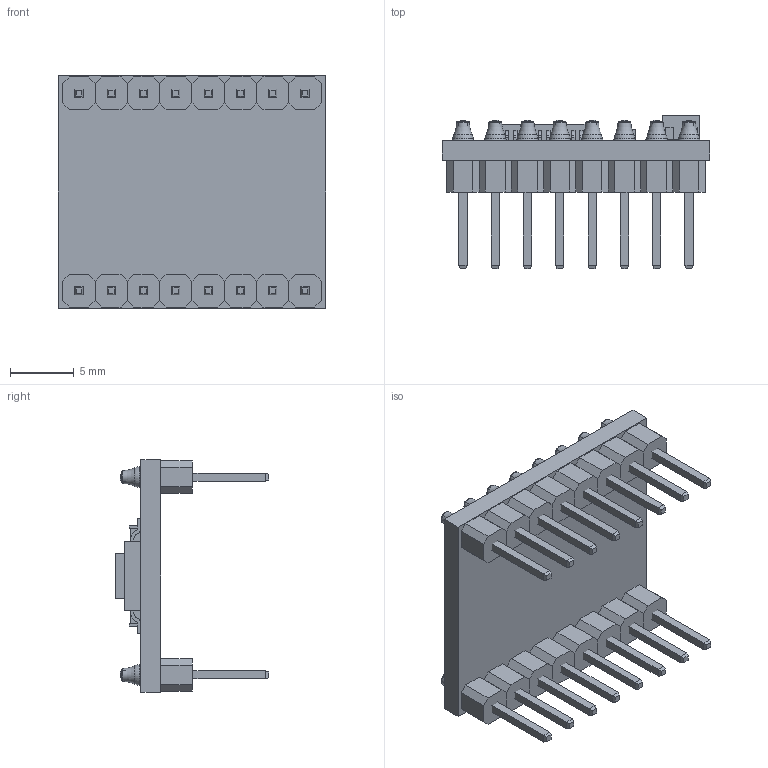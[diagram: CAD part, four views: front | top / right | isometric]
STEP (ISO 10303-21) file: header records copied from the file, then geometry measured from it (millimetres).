
FILE_DESCRIPTION (( 'STEP AP214' ), '1' );
FILE_NAME ('TB6612FNG_Lower Pins.STEP', '2025-02-10T06:09:27', ( '' ), ( '' ), 'SwSTEP 2.0', 'SolidWorks 2022', '' );
FILE_SCHEMA (( 'AUTOMOTIVE_DESIGN' ));
Length unit declared in the file: millimetre
Products named in the file (1): TB6612FNG_Lower Pins
Bounding box: 21 x 12.05 x 18.25 mm (x, y, z)
Volume: 1045.5 mm3; surface area: 2270.4 mm2
Topology: 33 solids, 49 shells, 926 faces, 2200 edges, 1408 vertices
Faces by surface type: plane 718, cylinder 112, torus 96
Full cylindrical faces by diameter (mm): 1.64 x16
Entity records: 35956 total; most frequent: CARTESIAN_POINT 4359, DIRECTION 4246, ORIENTED_EDGE 4112, EDGE_CURVE 2056, VECTOR 1720, LINE 1720, VERTEX_POINT 1376, AXIS2_PLACEMENT_3D 1263
